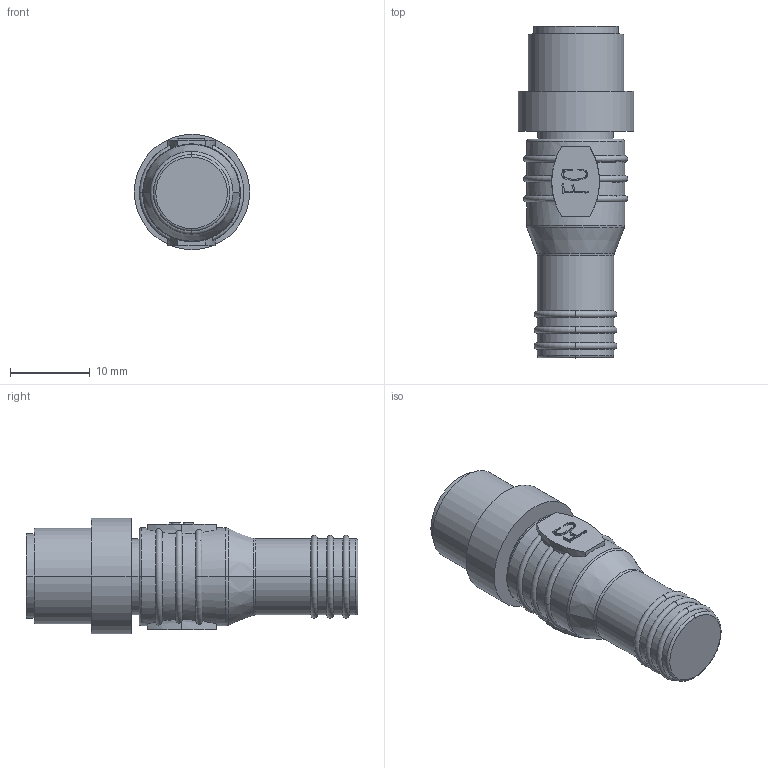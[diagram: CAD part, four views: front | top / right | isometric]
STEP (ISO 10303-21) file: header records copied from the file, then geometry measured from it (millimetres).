
FILE_DESCRIPTION (( 'STEP AP203' ), '1' );
FILE_NAME ('P276.STEP', '2020-03-31T07:02:13', ( 'edpusr' ), ( 'Microsoft' ), 'SwSTEP 2.0', 'SolidWorks 2015', '' );
FILE_SCHEMA (( 'CONFIG_CONTROL_DESIGN' ));
Length unit declared in the file: millimetre
Products named in the file (1): P276
Bounding box: 14.5 x 41.7 x 14.5 mm (x, y, z)
Volume: 4002.1 mm3; surface area: 2397.7 mm2
Topology: 1 solids, 1 shells, 151 faces, 405 edges, 255 vertices
Faces by surface type: plane 54, cylinder 47, bspline 25, torus 21, cone 4
Entity records: 5720 total; most frequent: CARTESIAN_POINT 2025, ORIENTED_EDGE 782, DIRECTION 720, EDGE_CURVE 391, AXIS2_PLACEMENT_3D 268, VERTEX_POINT 255, VECTOR 184, LINE 184
